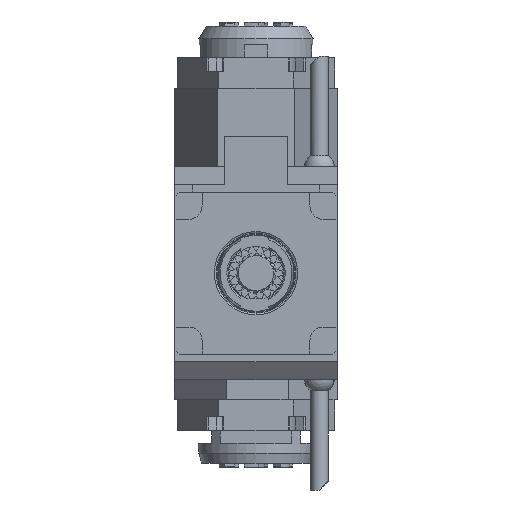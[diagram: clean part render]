
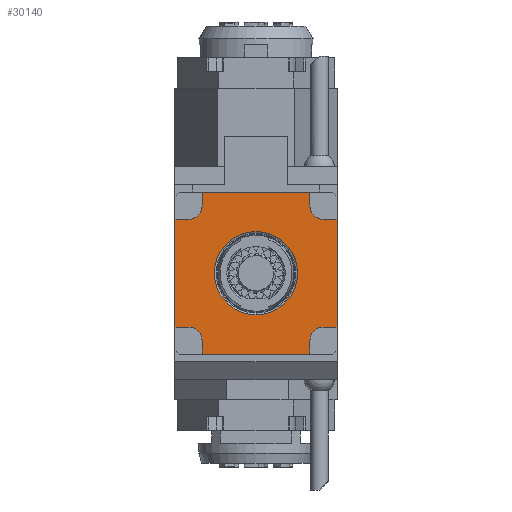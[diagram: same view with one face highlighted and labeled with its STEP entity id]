
A CAD part, front view. The second image highlights one B-rep face of the part: STEP entity #30140.
In plain terms, the highlighted planar face has unit normal (0, -1, 0).
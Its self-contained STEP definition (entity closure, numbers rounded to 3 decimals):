
#100 = DIRECTION ( 'NONE',  ( 0., 0., 1. ) ) ;
#147 = LINE ( 'NONE', #16784, #856 ) ;
#256 = ORIENTED_EDGE ( 'NONE', *, *, #31458, .T. ) ;
#260 = ORIENTED_EDGE ( 'NONE', *, *, #42222, .T. ) ;
#627 = ORIENTED_EDGE ( 'NONE', *, *, #41879, .F. ) ;
#634 = VECTOR ( 'NONE', #35681, 1000. ) ;
#856 = VECTOR ( 'NONE', #19605, 1000. ) ;
#899 = VECTOR ( 'NONE', #33192, 1000. ) ;
#1500 = VECTOR ( 'NONE', #20739, 1000. ) ;
#1923 = ORIENTED_EDGE ( 'NONE', *, *, #19079, .T. ) ;
#2061 = DIRECTION ( 'NONE',  ( 0., -1., 0. ) ) ;
#2353 = LINE ( 'NONE', #42362, #13597 ) ;
#2595 = LINE ( 'NONE', #16171, #3395 ) ;
#3395 = VECTOR ( 'NONE', #15730, 1000. ) ;
#3444 = LINE ( 'NONE', #27387, #17799 ) ;
#3854 = DIRECTION ( 'NONE',  ( 0., 0., -1. ) ) ;
#4056 = CARTESIAN_POINT ( 'NONE',  ( 32., -100., -21.3 ) ) ;
#4213 = CARTESIAN_POINT ( 'NONE',  ( 26.5, -100., 21.3 ) ) ;
#4260 = DIRECTION ( 'NONE',  ( 0., 0., -1. ) ) ;
#4468 = FACE_BOUND ( 'NONE', #25080, .T. ) ;
#5193 = VECTOR ( 'NONE', #27818, 1000. ) ;
#5864 = CARTESIAN_POINT ( 'NONE',  ( 26.5, -100., -26.5 ) ) ;
#6717 = VERTEX_POINT ( 'NONE', #25379 ) ;
#6735 = DIRECTION ( 'NONE',  ( 0., -1., 0. ) ) ;
#7602 = VECTOR ( 'NONE', #3854, 1000. ) ;
#8218 = CARTESIAN_POINT ( 'NONE',  ( 0., -100., -21.3 ) ) ;
#8267 = VERTEX_POINT ( 'NONE', #4056 ) ;
#8735 = CARTESIAN_POINT ( 'NONE',  ( -26.5, -100., -26.5 ) ) ;
#8759 = AXIS2_PLACEMENT_3D ( 'NONE', #15863, #30607, #100 ) ;
#8988 = VERTEX_POINT ( 'NONE', #38320 ) ;
#9598 = ORIENTED_EDGE ( 'NONE', *, *, #37858, .T. ) ;
#10139 = EDGE_LOOP ( 'NONE', ( #37315, #25797, #9598, #33625, #22221, #40411, #256, #1923, #11322, #260, #33329, #10591, #627, #37703, #13585, #41603 ) ) ;
#10150 = CIRCLE ( 'NONE', #15068, 5.2 ) ;
#10473 = AXIS2_PLACEMENT_3D ( 'NONE', #27152, #28012, #24306 ) ;
#10591 = ORIENTED_EDGE ( 'NONE', *, *, #41781, .T. ) ;
#10615 = CARTESIAN_POINT ( 'NONE',  ( -21.3, -100., 42.5 ) ) ;
#11288 = VERTEX_POINT ( 'NONE', #42292 ) ;
#11320 = VERTEX_POINT ( 'NONE', #38829 ) ;
#11322 = ORIENTED_EDGE ( 'NONE', *, *, #39253, .F. ) ;
#11929 = CARTESIAN_POINT ( 'NONE',  ( -21.3, -100., 26.5 ) ) ;
#12834 = VECTOR ( 'NONE', #38916, 1000. ) ;
#12936 = ORIENTED_EDGE ( 'NONE', *, *, #42393, .F. ) ;
#12937 = VERTEX_POINT ( 'NONE', #11929 ) ;
#13585 = ORIENTED_EDGE ( 'NONE', *, *, #24001, .T. ) ;
#13597 = VECTOR ( 'NONE', #19821, 1000. ) ;
#14293 = VERTEX_POINT ( 'NONE', #20393 ) ;
#14331 = CARTESIAN_POINT ( 'NONE',  ( -21.3, -100., -26.5 ) ) ;
#14906 = DIRECTION ( 'NONE',  ( 0., -1., 0. ) ) ;
#15068 = AXIS2_PLACEMENT_3D ( 'NONE', #8735, #14906, #17738 ) ;
#15730 = DIRECTION ( 'NONE',  ( 0., 0., 1. ) ) ;
#15748 = EDGE_CURVE ( 'NONE', #8988, #11320, #42155, .T. ) ;
#15766 = CARTESIAN_POINT ( 'NONE',  ( -32., -100., -32. ) ) ;
#15863 = CARTESIAN_POINT ( 'NONE',  ( -26.5, -100., 26.5 ) ) ;
#16044 = VERTEX_POINT ( 'NONE', #28996 ) ;
#16171 = CARTESIAN_POINT ( 'NONE',  ( 21.3, -100., 42.5 ) ) ;
#16706 = CIRCLE ( 'NONE', #29151, 16.419 ) ;
#16784 = CARTESIAN_POINT ( 'NONE',  ( 0., -100., 21.3 ) ) ;
#16881 = CARTESIAN_POINT ( 'NONE',  ( 21.3, -100., -26.5 ) ) ;
#17738 = DIRECTION ( 'NONE',  ( 0., 0., 1. ) ) ;
#17799 = VECTOR ( 'NONE', #43034, 1000. ) ;
#18633 = VERTEX_POINT ( 'NONE', #26813 ) ;
#18835 = EDGE_CURVE ( 'NONE', #28922, #16044, #2353, .T. ) ;
#18875 = DIRECTION ( 'NONE',  ( 0., 0., 1. ) ) ;
#19079 = EDGE_CURVE ( 'NONE', #14293, #6717, #3444, .T. ) ;
#19245 = LINE ( 'NONE', #15766, #23737 ) ;
#19605 = DIRECTION ( 'NONE',  ( -1., 0., 0. ) ) ;
#19821 = DIRECTION ( 'NONE',  ( 1., 0., 0. ) ) ;
#20087 = CARTESIAN_POINT ( 'NONE',  ( 21.3, -100., 26.5 ) ) ;
#20393 = CARTESIAN_POINT ( 'NONE',  ( -32., -100., -21.3 ) ) ;
#20739 = DIRECTION ( 'NONE',  ( 0., 0., 1. ) ) ;
#20910 = VECTOR ( 'NONE', #21545, 1000. ) ;
#21504 = AXIS2_PLACEMENT_3D ( 'NONE', #5864, #6735, #30061 ) ;
#21545 = DIRECTION ( 'NONE',  ( 1., 0., 0. ) ) ;
#21753 = EDGE_CURVE ( 'NONE', #11288, #12937, #32764, .T. ) ;
#22221 = ORIENTED_EDGE ( 'NONE', *, *, #24605, .F. ) ;
#22621 = CARTESIAN_POINT ( 'NONE',  ( -32., -100., 32. ) ) ;
#23737 = VECTOR ( 'NONE', #32272, 1000. ) ;
#23977 = LINE ( 'NONE', #37270, #1500 ) ;
#24001 = EDGE_CURVE ( 'NONE', #8267, #33283, #25177, .T. ) ;
#24105 = VERTEX_POINT ( 'NONE', #33706 ) ;
#24306 = DIRECTION ( 'NONE',  ( 0., 0., 1. ) ) ;
#24330 = CARTESIAN_POINT ( 'NONE',  ( 32., -100., -32. ) ) ;
#24605 = EDGE_CURVE ( 'NONE', #8988, #12937, #34537, .T. ) ;
#24751 = AXIS2_PLACEMENT_3D ( 'NONE', #28845, #2061, #18875 ) ;
#25080 = EDGE_LOOP ( 'NONE', ( #12936 ) ) ;
#25177 = LINE ( 'NONE', #24330, #5193 ) ;
#25379 = CARTESIAN_POINT ( 'NONE',  ( -26.5, -100., -21.3 ) ) ;
#25599 = VERTEX_POINT ( 'NONE', #20087 ) ;
#25797 = ORIENTED_EDGE ( 'NONE', *, *, #43040, .T. ) ;
#26176 = EDGE_CURVE ( 'NONE', #18633, #8267, #38057, .T. ) ;
#26764 = VERTEX_POINT ( 'NONE', #16881 ) ;
#26813 = CARTESIAN_POINT ( 'NONE',  ( 26.5, -100., -21.3 ) ) ;
#27071 = CIRCLE ( 'NONE', #21504, 5.2 ) ;
#27152 = CARTESIAN_POINT ( 'NONE',  ( 0., -100., 42.5 ) ) ;
#27258 = CARTESIAN_POINT ( 'NONE',  ( 32., -100., 21.3 ) ) ;
#27387 = CARTESIAN_POINT ( 'NONE',  ( 0., -100., -21.3 ) ) ;
#27818 = DIRECTION ( 'NONE',  ( 0., 0., 1. ) ) ;
#27935 = VERTEX_POINT ( 'NONE', #4213 ) ;
#28012 = DIRECTION ( 'NONE',  ( 0., -1., 0. ) ) ;
#28376 = EDGE_CURVE ( 'NONE', #33283, #27935, #147, .T. ) ;
#28436 = CARTESIAN_POINT ( 'NONE',  ( 0., -100., 0. ) ) ;
#28845 = CARTESIAN_POINT ( 'NONE',  ( 26.5, -100., 26.5 ) ) ;
#28922 = VERTEX_POINT ( 'NONE', #37681 ) ;
#28996 = CARTESIAN_POINT ( 'NONE',  ( 21.3, -100., -32. ) ) ;
#29151 = AXIS2_PLACEMENT_3D ( 'NONE', #28436, #41646, #4260 ) ;
#29617 = CIRCLE ( 'NONE', #24751, 5.2 ) ;
#29933 = CARTESIAN_POINT ( 'NONE',  ( -21.3, -100., 42.5 ) ) ;
#30061 = DIRECTION ( 'NONE',  ( 0., 0., 1. ) ) ;
#30140 = ADVANCED_FACE ( 'Defeature completata2_13', ( #41245, #4468 ), #31260, .T. ) ;
#30607 = DIRECTION ( 'NONE',  ( 0., -1., 0. ) ) ;
#30874 = VERTEX_POINT ( 'NONE', #30893 ) ;
#30893 = CARTESIAN_POINT ( 'NONE',  ( 21.3, -100., 32. ) ) ;
#31260 = PLANE ( 'NONE',  #10473 ) ;
#31458 = EDGE_CURVE ( 'NONE', #11320, #14293, #19245, .T. ) ;
#32272 = DIRECTION ( 'NONE',  ( 0., 0., -1. ) ) ;
#32764 = LINE ( 'NONE', #29933, #899 ) ;
#32850 = CARTESIAN_POINT ( 'NONE',  ( 0., -100., 21.3 ) ) ;
#33192 = DIRECTION ( 'NONE',  ( 0., 0., -1. ) ) ;
#33283 = VERTEX_POINT ( 'NONE', #27258 ) ;
#33329 = ORIENTED_EDGE ( 'NONE', *, *, #18835, .T. ) ;
#33625 = ORIENTED_EDGE ( 'NONE', *, *, #21753, .T. ) ;
#33706 = CARTESIAN_POINT ( 'NONE',  ( 0., -100., -16.419 ) ) ;
#34537 = CIRCLE ( 'NONE', #8759, 5.2 ) ;
#35681 = DIRECTION ( 'NONE',  ( -1., 0., 0. ) ) ;
#37270 = CARTESIAN_POINT ( 'NONE',  ( 21.3, -100., 42.5 ) ) ;
#37315 = ORIENTED_EDGE ( 'NONE', *, *, #40826, .F. ) ;
#37681 = CARTESIAN_POINT ( 'NONE',  ( -21.3, -100., -32. ) ) ;
#37703 = ORIENTED_EDGE ( 'NONE', *, *, #26176, .T. ) ;
#37858 = EDGE_CURVE ( 'NONE', #30874, #11288, #39141, .T. ) ;
#38057 = LINE ( 'NONE', #8218, #20910 ) ;
#38320 = CARTESIAN_POINT ( 'NONE',  ( -26.5, -100., 21.3 ) ) ;
#38829 = CARTESIAN_POINT ( 'NONE',  ( -32., -100., 21.3 ) ) ;
#38916 = DIRECTION ( 'NONE',  ( -1., 0., 0. ) ) ;
#39141 = LINE ( 'NONE', #22621, #12834 ) ;
#39253 = EDGE_CURVE ( 'NONE', #42396, #6717, #10150, .T. ) ;
#40411 = ORIENTED_EDGE ( 'NONE', *, *, #15748, .T. ) ;
#40614 = LINE ( 'NONE', #10615, #7602 ) ;
#40826 = EDGE_CURVE ( 'NONE', #25599, #27935, #29617, .T. ) ;
#41245 = FACE_OUTER_BOUND ( 'NONE', #10139, .T. ) ;
#41603 = ORIENTED_EDGE ( 'NONE', *, *, #28376, .T. ) ;
#41646 = DIRECTION ( 'NONE',  ( 0., -1., 0. ) ) ;
#41781 = EDGE_CURVE ( 'NONE', #16044, #26764, #2595, .T. ) ;
#41879 = EDGE_CURVE ( 'NONE', #18633, #26764, #27071, .T. ) ;
#42155 = LINE ( 'NONE', #32850, #634 ) ;
#42222 = EDGE_CURVE ( 'NONE', #42396, #28922, #40614, .T. ) ;
#42292 = CARTESIAN_POINT ( 'NONE',  ( -21.3, -100., 32. ) ) ;
#42362 = CARTESIAN_POINT ( 'NONE',  ( -32., -100., -32. ) ) ;
#42393 = EDGE_CURVE ( 'NONE', #24105, #24105, #16706, .T. ) ;
#42396 = VERTEX_POINT ( 'NONE', #14331 ) ;
#43034 = DIRECTION ( 'NONE',  ( 1., 0., 0. ) ) ;
#43040 = EDGE_CURVE ( 'NONE', #25599, #30874, #23977, .T. ) ;
